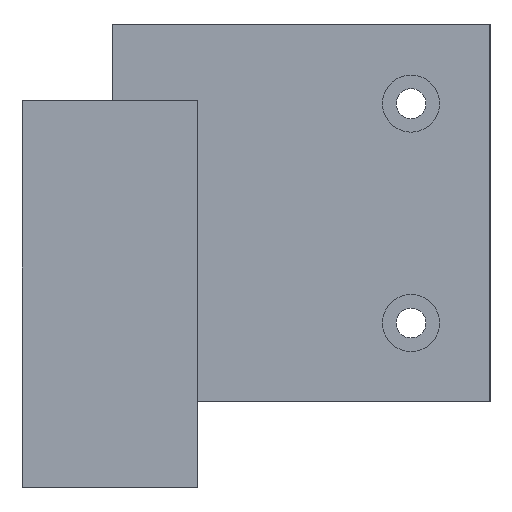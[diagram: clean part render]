
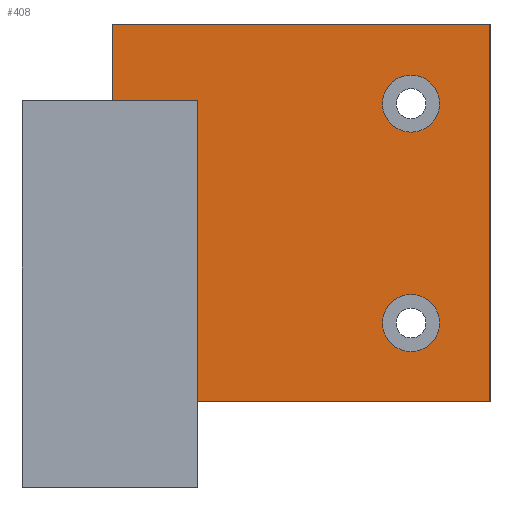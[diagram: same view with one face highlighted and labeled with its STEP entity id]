
A CAD part, front view. The second image highlights one B-rep face of the part: STEP entity #408.
In plain terms, the highlighted planar face has unit normal (0, -1, 0).
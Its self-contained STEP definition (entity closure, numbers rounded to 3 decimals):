
#21=LINE('',#633,#59);
#25=LINE('',#641,#63);
#26=LINE('',#643,#64);
#27=LINE('',#645,#65);
#28=LINE('',#647,#66);
#29=LINE('',#648,#67);
#59=VECTOR('',#517,10.);
#63=VECTOR('',#523,10.);
#64=VECTOR('',#524,10.);
#65=VECTOR('',#525,10.);
#66=VECTOR('',#526,10.);
#67=VECTOR('',#527,10.);
#101=FACE_BOUND('',#145,.T.);
#102=FACE_BOUND('',#146,.T.);
#118=FACE_OUTER_BOUND('',#144,.T.);
#144=EDGE_LOOP('',(#303,#304,#305,#306,#307,#308));
#145=EDGE_LOOP('',(#309));
#146=EDGE_LOOP('',(#310));
#173=CIRCLE('',#443,3.25);
#177=CIRCLE('',#450,3.25);
#189=VERTEX_POINT('',#606);
#193=VERTEX_POINT('',#619);
#197=VERTEX_POINT('',#630);
#198=VERTEX_POINT('',#632);
#201=VERTEX_POINT('',#640);
#202=VERTEX_POINT('',#642);
#203=VERTEX_POINT('',#644);
#204=VERTEX_POINT('',#646);
#225=EDGE_CURVE('',#189,#189,#173,.T.);
#231=EDGE_CURVE('',#193,#193,#177,.T.);
#237=EDGE_CURVE('',#198,#197,#21,.T.);
#241=EDGE_CURVE('',#201,#197,#25,.T.);
#242=EDGE_CURVE('',#202,#201,#26,.T.);
#243=EDGE_CURVE('',#202,#203,#27,.T.);
#244=EDGE_CURVE('',#203,#204,#28,.T.);
#245=EDGE_CURVE('',#204,#198,#29,.T.);
#303=ORIENTED_EDGE('',*,*,#241,.F.);
#304=ORIENTED_EDGE('',*,*,#242,.F.);
#305=ORIENTED_EDGE('',*,*,#243,.T.);
#306=ORIENTED_EDGE('',*,*,#244,.T.);
#307=ORIENTED_EDGE('',*,*,#245,.T.);
#308=ORIENTED_EDGE('',*,*,#237,.T.);
#309=ORIENTED_EDGE('',*,*,#225,.T.);
#310=ORIENTED_EDGE('',*,*,#231,.T.);
#388=PLANE('',#454);
#408=ADVANCED_FACE('',(#118,#101,#102),#388,.T.);
#443=AXIS2_PLACEMENT_3D('',#607,#489,#490);
#450=AXIS2_PLACEMENT_3D('',#620,#505,#506);
#454=AXIS2_PLACEMENT_3D('',#639,#521,#522);
#489=DIRECTION('center_axis',(0.,1.,0.));
#490=DIRECTION('ref_axis',(0.,0.,-1.));
#505=DIRECTION('center_axis',(0.,1.,0.));
#506=DIRECTION('ref_axis',(0.,0.,-1.));
#517=DIRECTION('',(0.,0.,-1.));
#521=DIRECTION('center_axis',(0.,-1.,0.));
#522=DIRECTION('ref_axis',(0.,0.,1.));
#523=DIRECTION('',(-1.,0.,0.));
#524=DIRECTION('',(0.,0.,1.));
#525=DIRECTION('',(1.,0.,0.));
#526=DIRECTION('',(0.,0.,1.));
#527=DIRECTION('',(-1.,0.,0.));
#606=CARTESIAN_POINT('',(41.5,-217.7,338.42));
#607=CARTESIAN_POINT('Origin',(41.5,-217.7,335.17));
#619=CARTESIAN_POINT('',(41.5,-217.7,313.42));
#620=CARTESIAN_POINT('Origin',(41.5,-217.7,310.17));
#630=CARTESIAN_POINT('',(7.5,-217.7,335.5));
#632=CARTESIAN_POINT('',(7.5,-217.7,344.17));
#633=CARTESIAN_POINT('',(7.5,-217.7,344.17));
#639=CARTESIAN_POINT('Origin',(50.5,-217.7,301.17));
#640=CARTESIAN_POINT('',(17.16,-217.7,335.5));
#641=CARTESIAN_POINT('',(17.16,-217.7,335.5));
#642=CARTESIAN_POINT('',(17.16,-217.7,301.17));
#643=CARTESIAN_POINT('',(17.16,-217.7,301.17));
#644=CARTESIAN_POINT('',(50.5,-217.7,301.17));
#645=CARTESIAN_POINT('',(7.5,-217.7,301.17));
#646=CARTESIAN_POINT('',(50.5,-217.7,344.17));
#647=CARTESIAN_POINT('',(50.5,-217.7,301.17));
#648=CARTESIAN_POINT('',(50.5,-217.7,344.17));
